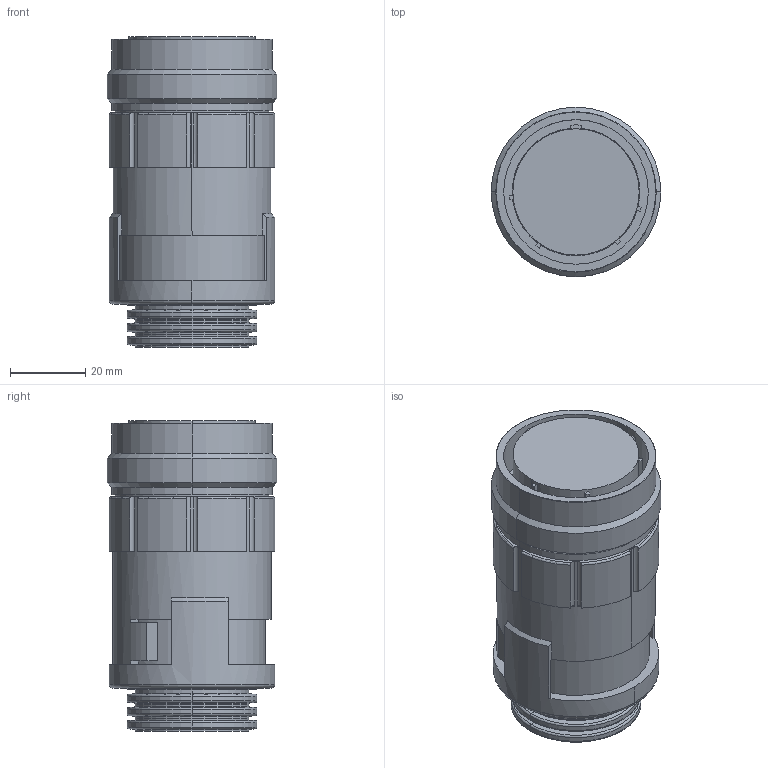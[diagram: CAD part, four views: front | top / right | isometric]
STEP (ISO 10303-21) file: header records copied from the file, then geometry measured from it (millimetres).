
FILE_DESCRIPTION((''),'2;1');
FILE_NAME('UT0624-UT024PMA_CLIENT','2012-11-30T',('jfeurprier'),('SOURIAU'),'PRO/ENGINEER BY PARAMETRIC TECHNOLOGY CORPORATION, 2010140','PRO/ENGINEER BY PARAMETRIC TECHNOLOGY CORPORATION, 2010140','');
FILE_SCHEMA(('CONFIG_CONTROL_DESIGN'));
Length unit declared in the file: millimetre
Products named in the file (1): UT0624-UT024PMA_CLIENT
Bounding box: 45.05 x 45.05 x 82.5 mm (x, y, z)
Volume: 108737.3 mm3; surface area: 18755.8 mm2
Topology: 1 solids, 1 shells, 170 faces, 438 edges, 275 vertices
Faces by surface type: cylinder 66, plane 53, torus 29, cone 22
Entity records: 5391 total; most frequent: CARTESIAN_POINT 1076, DIRECTION 974, ORIENTED_EDGE 876, EDGE_CURVE 438, AXIS2_PLACEMENT_3D 396, VERTEX_POINT 275, CIRCLE 226, VECTOR 182
